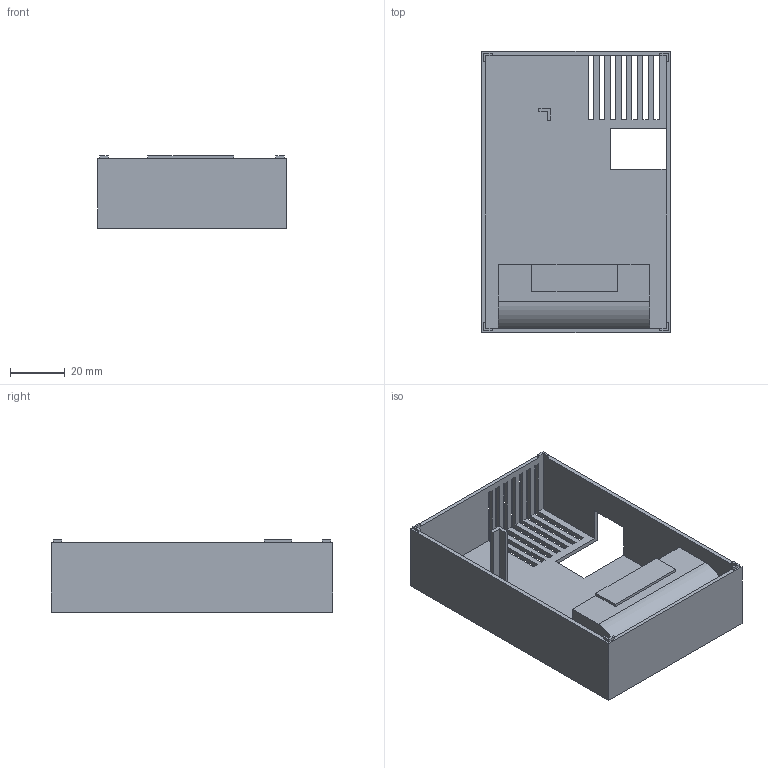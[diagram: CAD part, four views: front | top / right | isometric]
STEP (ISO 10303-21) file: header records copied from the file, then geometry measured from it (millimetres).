
FILE_DESCRIPTION (( 'STEP AP214' ), '1' );
FILE_NAME ('SEN5x_Adapter.STEP', '2025-07-24T03:24:38', ( '' ), ( '' ), 'SwSTEP 2.0', 'SolidWorks 2023', '' );
FILE_SCHEMA (( 'AUTOMOTIVE_DESIGN' ));
Length unit declared in the file: millimetre
Products named in the file (1): SEN5x_Adapter
Bounding box: 69 x 103 x 26.5 mm (x, y, z)
Volume: 26320.1 mm3; surface area: 36702.8 mm2
Topology: 1 solids, 1 shells, 148 faces, 465 edges, 310 vertices
Faces by surface type: plane 135, cylinder 13
Entity records: 5138 total; most frequent: ORIENTED_EDGE 930, CARTESIAN_POINT 924, DIRECTION 789, EDGE_CURVE 465, LINE 439, VECTOR 439, VERTEX_POINT 310, AXIS2_PLACEMENT_3D 175
